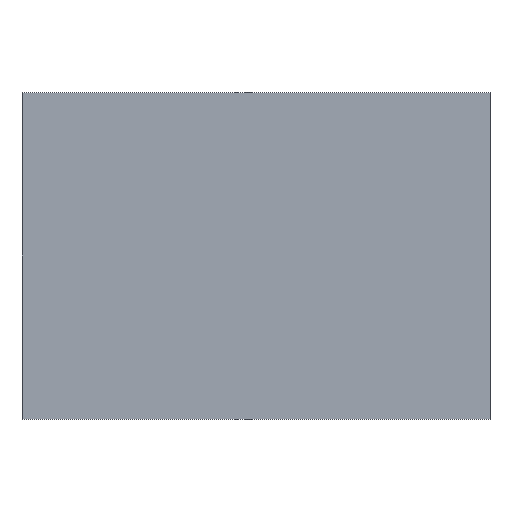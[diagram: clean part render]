
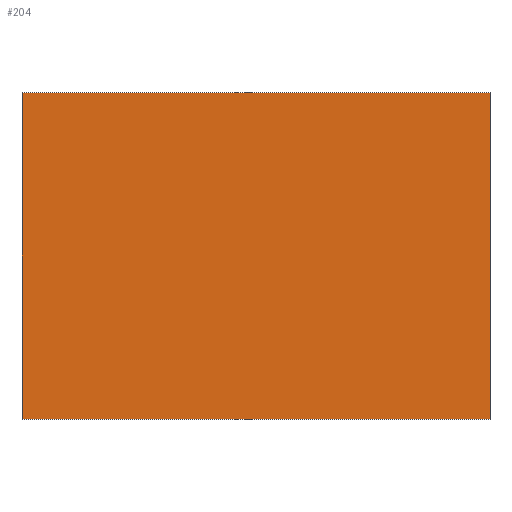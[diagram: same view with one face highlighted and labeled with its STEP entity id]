
A CAD part, front view. The second image highlights one B-rep face of the part: STEP entity #204.
In plain terms, the highlighted planar face has unit normal (0, -1, 0).
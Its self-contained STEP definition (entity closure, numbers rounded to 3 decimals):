
#13=DIRECTION('',(1.,0.,0.));
#14=VECTOR('',#13,14.2);
#15=CARTESIAN_POINT('',(0.,0.,4.95));
#16=LINE('',#15,#14);
#17=DIRECTION('',(0.,0.,-1.));
#18=VECTOR('',#17,9.9);
#19=CARTESIAN_POINT('',(14.2,0.,4.95));
#20=LINE('',#19,#18);
#21=DIRECTION('',(-1.,0.,0.));
#22=VECTOR('',#21,14.2);
#23=CARTESIAN_POINT('',(14.2,0.,-4.95));
#24=LINE('',#23,#22);
#25=DIRECTION('',(0.,0.,1.));
#26=VECTOR('',#25,9.9);
#27=CARTESIAN_POINT('',(0.,0.,-4.95));
#28=LINE('',#27,#26);
#145=CARTESIAN_POINT('',(0.,0.,4.95));
#146=CARTESIAN_POINT('',(14.2,0.,4.95));
#147=VERTEX_POINT('',#145);
#148=VERTEX_POINT('',#146);
#149=CARTESIAN_POINT('',(14.2,0.,-4.95));
#150=VERTEX_POINT('',#149);
#151=CARTESIAN_POINT('',(0.,0.,-4.95));
#152=VERTEX_POINT('',#151);
#189=CARTESIAN_POINT('',(0.,0.,0.));
#190=DIRECTION('',(0.,1.,0.));
#191=DIRECTION('',(1.,0.,0.));
#192=AXIS2_PLACEMENT_3D('',#189,#190,#191);
#193=PLANE('',#192);
#195=ORIENTED_EDGE('',*,*,#194,.T.);
#197=ORIENTED_EDGE('',*,*,#196,.T.);
#199=ORIENTED_EDGE('',*,*,#198,.T.);
#201=ORIENTED_EDGE('',*,*,#200,.T.);
#202=EDGE_LOOP('',(#195,#197,#199,#201));
#203=FACE_OUTER_BOUND('',#202,.F.);
#194=EDGE_CURVE('',#147,#148,#16,.T.);
#196=EDGE_CURVE('',#148,#150,#20,.T.);
#198=EDGE_CURVE('',#150,#152,#24,.T.);
#200=EDGE_CURVE('',#152,#147,#28,.T.);
#204=ADVANCED_FACE('',(#203),#193,.F.);
